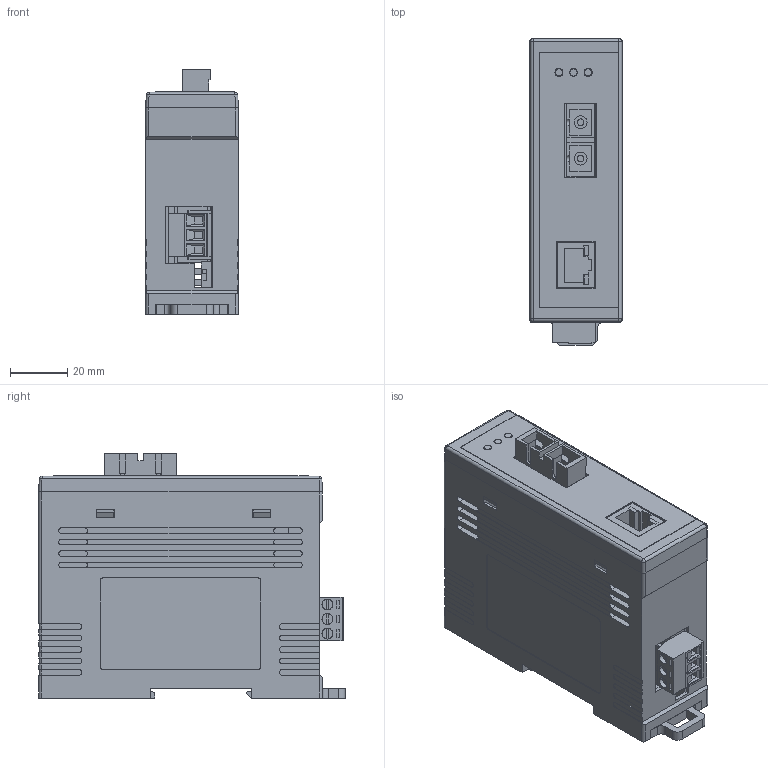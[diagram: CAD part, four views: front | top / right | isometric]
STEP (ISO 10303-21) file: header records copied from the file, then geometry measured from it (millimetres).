
FILE_DESCRIPTION (( 'STEP AP203' ), '1' );
FILE_NAME ('NS-200AFC-T.STEP', '2020-07-01T00:48:24', ( 'Windows 使用者' ), ( '' ), 'SwSTEP 2.0', 'SolidWorks 2019', '' );
FILE_SCHEMA (( 'CONFIG_CONTROL_DESIGN' ));
Length unit declared in the file: millimetre
Products named in the file (15): 2DJ020; MC100-50803; AXFE-1311-0157 AXCEN_2DJ015-8B; NS-200FC_貼紙; NS-200FT_主體; MC100-50803_90D; NS-200FC_PCB; NS-200FT_PCB; LED x 3_90D; FR-200固定片; ME030-50803; 2DSD008_MK-22D10; NS-200AFC-T; NS-200FT_面板; 2K接地鋁片
Assembly tree (14 placements, depth 4):
  NS-200AFC-T
    NS-200FT_主體
    NS-200FC_PCB
      NS-200FT_PCB
      2DJ020
      MC100-50803_90D
        ME030-50803
        MC100-50803
      2DSD008_MK-22D10
      LED x 3_90D
      AXFE-1311-0157 AXCEN_2DJ015-8B
    NS-200FC_貼紙
    2K接地鋁片
    FR-200固定片
    NS-200FT_面板
Bounding box: 32.5 x 107 x 85.33 mm (x, y, z)
Volume: 77200.8 mm3; surface area: 85500.4 mm2
Topology: 14 solids, 14 shells, 1199 faces, 3272 edges, 2129 vertices
Faces by surface type: plane 930, cylinder 230, sphere 25, cone 8, torus 6
Entity records: 38976 total; most frequent: CARTESIAN_POINT 6653, ORIENTED_EDGE 6480, DIRECTION 6137, EDGE_CURVE 3240, VECTOR 2731, LINE 2731, VERTEX_POINT 2123, AXIS2_PLACEMENT_3D 1703
